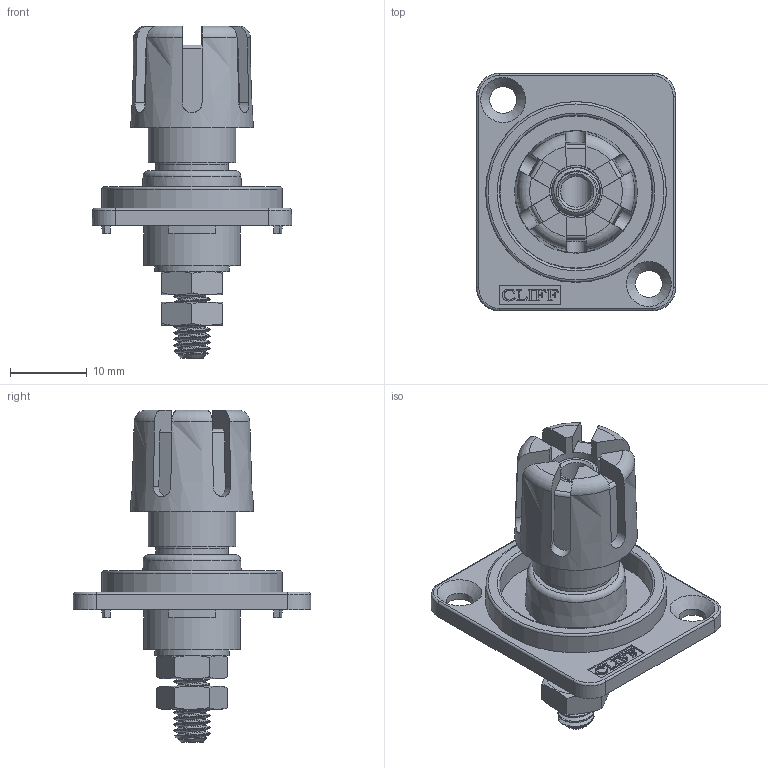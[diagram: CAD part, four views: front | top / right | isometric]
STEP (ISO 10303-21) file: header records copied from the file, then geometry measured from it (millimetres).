
FILE_DESCRIPTION(/* description */ (''),/* implementation_level */ '2;1');
FILE_NAME(/* name */ 'CP303010 XRP3 TP6S closed.stp',/* time_stamp */ '2018-04-18T12:59:02+01:00',/* author */ ('tottley'),/* organization */ (''),/* preprocessor_version */ 'ST-DEVELOPER v16.1',/* originating_system */ 'Autodesk Inventor 2016',/* authorisation */ '');
FILE_SCHEMA (('AUTOMOTIVE_DESIGN { 1 0 10303 214 3 1 1 }'));
Length unit declared in the file: millimetre
Products named in the file (1): Part6
Bounding box: 26 x 31 x 43.31 mm (x, y, z)
Volume: 5946.8 mm3; surface area: 6231 mm2
Topology: 1 solids, 2 shells, 391 faces, 1057 edges, 702 vertices
Faces by surface type: plane 216, bspline 80, cylinder 54, cone 28, torus 13
Full cylindrical faces by diameter (mm): 3.5 x2, 4.05 x2, 4.8 x1, 5.1 x1, 6.35 x1, 6.75 x1, 6.85 x1, 7.74 x2, 7.75 x2, 9.5 x1, 9.525 x1, 9.7 x1, 9.72 x1, 10 x1, 11.4 x1, 12.6 x1
Entity records: 23845 total; most frequent: CARTESIAN_POINT 14465, ORIENTED_EDGE 2002, DIRECTION 1529, EDGE_CURVE 1001, VERTEX_POINT 688, AXIS2_PLACEMENT_3D 514, LINE 501, VECTOR 501
